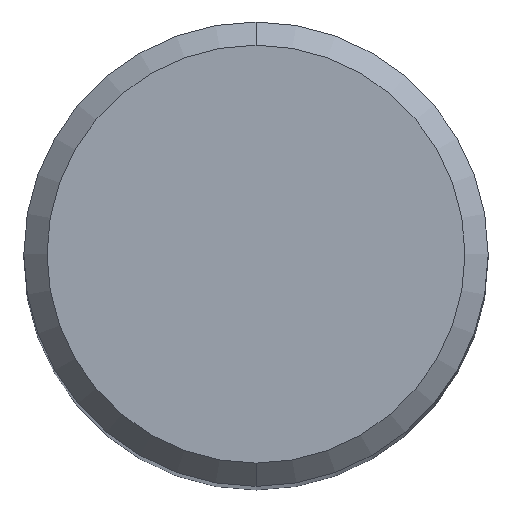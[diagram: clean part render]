
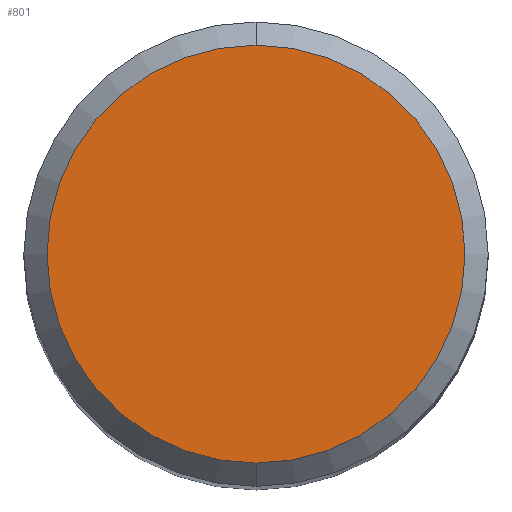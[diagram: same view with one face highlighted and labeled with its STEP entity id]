
A CAD part, top view. The second image highlights one B-rep face of the part: STEP entity #801.
In plain terms, the highlighted planar face has unit normal (0, 0, 1).
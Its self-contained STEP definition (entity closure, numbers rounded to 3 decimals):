
#395=VERTEX_POINT('',#1035);
#453=EDGE_CURVE('',#395,#615,#1098,.T.);
#565=EDGE_CURVE('',#615,#395,#1221,.T.);
#615=VERTEX_POINT('',#1272);
#801=ADVANCED_FACE('',(#1473),#1474,.T.);
#1035=CARTESIAN_POINT('',(0.0,3.6,0.0));
#1098=CIRCLE('',#2942,3.6);
#1221=CIRCLE('',#4220,3.6);
#1272=CARTESIAN_POINT('',(0.,-3.6,0.0));
#1473=FACE_OUTER_BOUND('',#7019,.T.);
#1474=PLANE('',#7020);
#2942=AXIS2_PLACEMENT_3D('',#7961,#7962,#7963);
#4220=AXIS2_PLACEMENT_3D('',#8090,#8091,#8092);
#7019=EDGE_LOOP('',(#8310,#8311));
#7020=AXIS2_PLACEMENT_3D('',#8312,#8313,#8314);
#7961=CARTESIAN_POINT('',(0.0,0.0,0.0));
#7962=DIRECTION('',(0.0,0.0,-1.0));
#7963=DIRECTION('',(0.0,1.0,0.0));
#8090=CARTESIAN_POINT('',(0.0,0.0,0.0));
#8091=DIRECTION('',(0.0,0.0,-1.0));
#8092=DIRECTION('',(0.0,1.0,0.0));
#8310=ORIENTED_EDGE('',*,*,#453,.F.);
#8311=ORIENTED_EDGE('',*,*,#565,.F.);
#8312=CARTESIAN_POINT('',(0.0,1.8,0.0));
#8313=DIRECTION('',(-0.0,0.0,1.0));
#8314=DIRECTION('',(0.0,-1.0,0.0));
